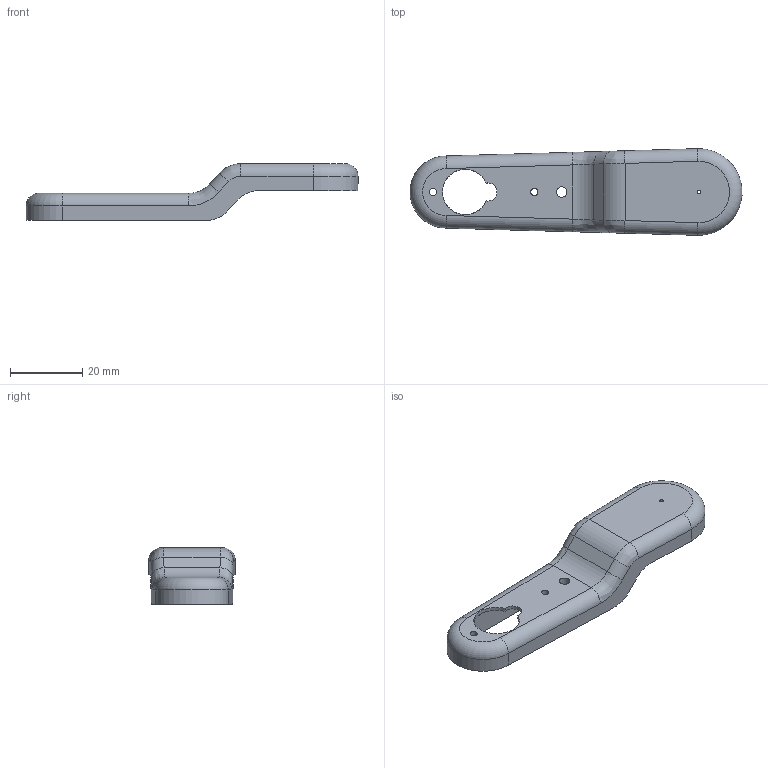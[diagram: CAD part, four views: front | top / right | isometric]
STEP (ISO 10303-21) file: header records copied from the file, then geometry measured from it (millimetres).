
FILE_DESCRIPTION(('FreeCAD Model'),'2;1');
FILE_NAME('screw_arm_fillet_hole_servo.step' ,'2015-02-27T21:38:32',('Author'),(''), 'Open CASCADE STEP processor 6.7','FreeCAD','Unknown');
FILE_SCHEMA(('AUTOMOTIVE_DESIGN_CC2 { 1 2 10303 214 -1 1 5 4 }'));
Length unit declared in the file: millimetre
Products named in the file (1): screw_arm_fillet_hole_servo
Bounding box: 91.96 x 23.99 x 15.75 mm (x, y, z)
Volume: 12037.4 mm3; surface area: 5867.3 mm2
Topology: 1 solids, 1 shells, 51 faces, 135 edges, 85 vertices
Faces by surface type: plane 26, cylinder 19, bspline 4, torus 2
Full cylindrical faces by diameter (mm): 1 x1, 2 x2, 2.9 x1, 10.6 x1
Entity records: 3822 total; most frequent: CARTESIAN_POINT 1215, DIRECTION 453, ORIENTED_EDGE 270, PCURVE 270, DEFINITIONAL_REPRESENTATION 270, LINE 261, VECTOR 261, EDGE_CURVE 135
